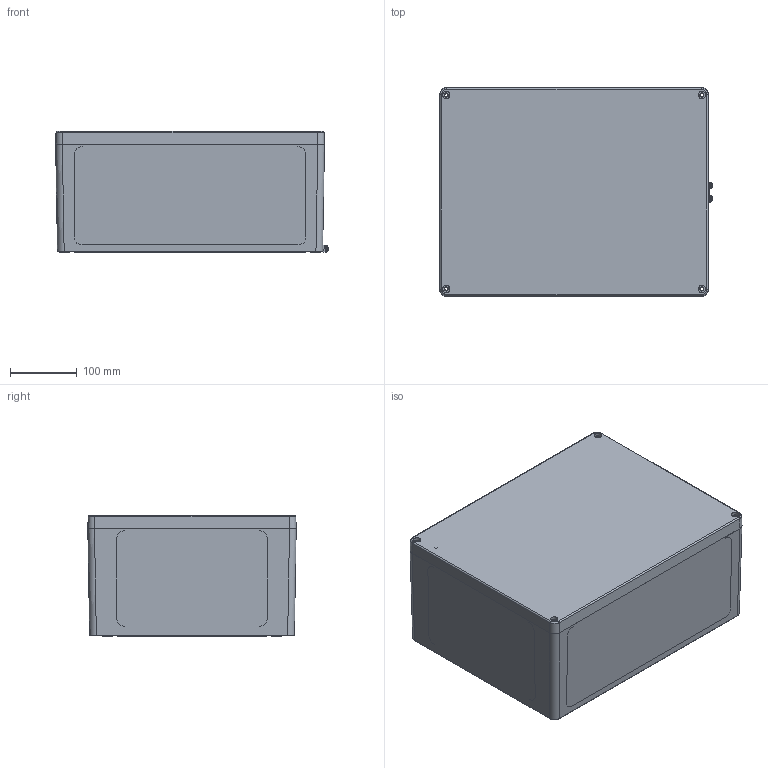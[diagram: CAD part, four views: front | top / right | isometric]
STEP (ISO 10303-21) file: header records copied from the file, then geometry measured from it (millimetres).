
FILE_DESCRIPTION((''),'2;1');
FILE_NAME('MBA Ex- 403118.stp','2011-12-21T14:35:24',('stefan.grimm'),(''),'Autodesk Inventor 2012','Autodesk Inventor 2012','');
FILE_SCHEMA(('AUTOMOTIVE_DESIGN { 1 0 10303 214 1 1 1 1 }'));
Length unit declared in the file: millimetre
Products named in the file (8): MBA Ex- 403118; OT-403118; MBA UT-403118 Aussenerde; Aussenerde m5 2; Aussenerde groß; AS 1968 5; NF EN 28744 - ersetzt durch NF EN ISO 8744 2 x 8; AS 1427 H - Metrisch M5 x 16
Assembly tree (10 placements, depth 3):
  MBA Ex- 403118
    OT-403118
    MBA UT-403118 Aussenerde
    Aussenerde m5 2
      Aussenerde groß  x2
      AS 1968 5  x2
      NF EN 28744 - ersetzt durch NF EN ISO 8744 2 x 8
      AS 1427 H - Metrisch M5 x 16  x2
Bounding box: 408.33 x 312 x 181.5 mm (x, y, z)
Volume: 3058252.6 mm3; surface area: 1033528.5 mm2
Topology: 9 solids, 9 shells, 1026 faces, 2618 edges, 1696 vertices
Faces by surface type: plane 414, bspline 346, cylinder 171, cone 72, sphere 13, torus 10
Full cylindrical faces by diameter (mm): 2 x3, 4.134 x2, 4.51 x2, 4.917 x11, 5 x4, 5.4 x4, 5.5 x4, 7 x4, 11 x4
Entity records: 39043 total; most frequent: CARTESIAN_POINT 17396, ORIENTED_EDGE 4806, DIRECTION 3470, EDGE_CURVE 2403, VERTEX_POINT 1601, VECTOR 1264, LINE 1264, EDGE_LOOP 1178
